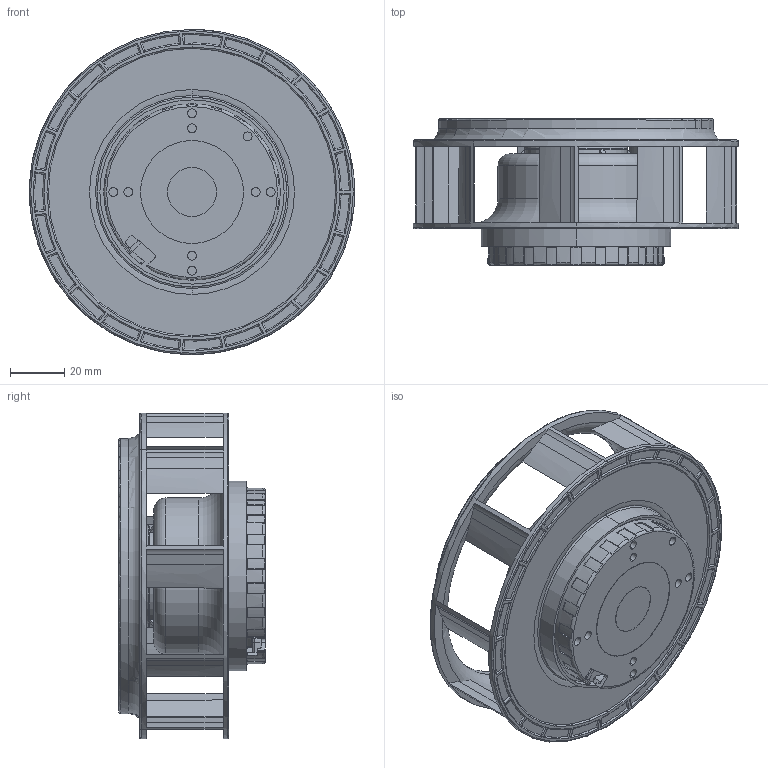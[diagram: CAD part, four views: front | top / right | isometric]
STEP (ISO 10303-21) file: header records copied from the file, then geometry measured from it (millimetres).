
FILE_DESCRIPTION((''),'2;1');
FILE_NAME('ASM0001_ASM','2016-10-28T',('HOWARD.TIEN'),(''),'PRO/ENGINEER BY PARAMETRIC TECHNOLOGY CORPORATION, 2012200','PRO/ENGINEER BY PARAMETRIC TECHNOLOGY CORPORATION, 2012200','');
FILE_SCHEMA(('CONFIG_CONTROL_DESIGN'));
Length unit declared in the file: millimetre
Products named in the file (3): PILLOW; IMPELLER2; ASM0001_ASM
Assembly tree (2 placements, depth 2):
  ASM0001_ASM
    PILLOW
    IMPELLER2
Bounding box: 120 x 54 x 120 mm (x, y, z)
Volume: 131171.3 mm3; surface area: 62069.8 mm2
Topology: 2 solids, 2 shells, 667 faces, 1883 edges, 1223 vertices
Faces by surface type: plane 266, cylinder 202, torus 105, bspline 74, cone 18, sphere 2
Entity records: 26417 total; most frequent: CARTESIAN_POINT 9688, ORIENTED_EDGE 3730, DIRECTION 3288, EDGE_CURVE 1865, AXIS2_PLACEMENT_3D 1340, VERTEX_POINT 1223, CIRCLE 742, EDGE_LOOP 726
